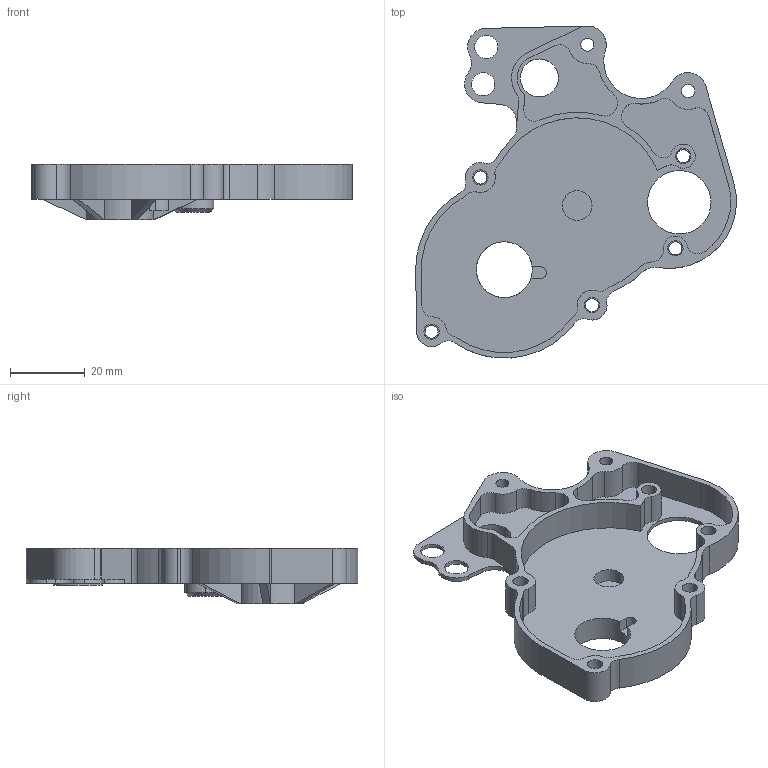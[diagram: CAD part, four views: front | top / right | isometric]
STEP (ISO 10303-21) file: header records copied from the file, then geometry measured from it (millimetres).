
FILE_DESCRIPTION (( 'STEP AP214' ), '1' );
FILE_NAME ('MirrorMonster-Beetle-L-motor-plate.STEP', '2022-06-29T11:37:29', ( '' ), ( '' ), 'SwSTEP 2.0', 'SolidWorks 2021', '' );
FILE_SCHEMA (( 'AUTOMOTIVE_DESIGN' ));
Length unit declared in the file: millimetre
Products named in the file (1): MirrorMonster-Beetle-L-motor-plate
Bounding box: 85.95 x 88.98 x 14.95 mm (x, y, z)
Volume: 13027.4 mm3; surface area: 16891.4 mm2
Topology: 1 solids, 1 shells, 183 faces, 508 edges, 338 vertices
Faces by surface type: cylinder 129, plane 52, cone 2
Entity records: 6073 total; most frequent: DIRECTION 1141, CARTESIAN_POINT 1030, ORIENTED_EDGE 1016, EDGE_CURVE 508, AXIS2_PLACEMENT_3D 449, VERTEX_POINT 338, CIRCLE 265, LINE 243
